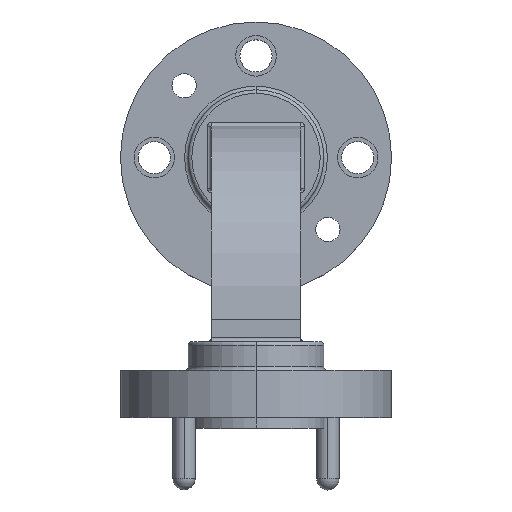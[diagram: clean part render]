
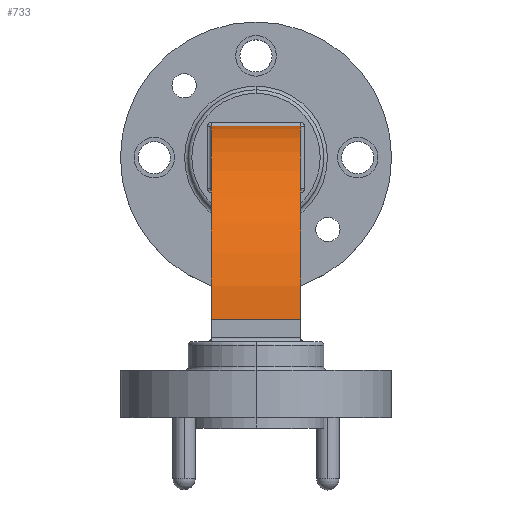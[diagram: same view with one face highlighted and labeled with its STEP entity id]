
A CAD part, top view. The second image highlights one B-rep face of the part: STEP entity #733.
In plain terms, the highlighted cylindrical face has radius 13.64 mm (diameter 27.28 mm), a partial arc.
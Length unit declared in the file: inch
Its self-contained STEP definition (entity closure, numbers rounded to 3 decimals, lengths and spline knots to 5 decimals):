
#149 = ORIENTED_EDGE ( 'NONE', *, *, #2756, .F. ) ;
#198 = DIRECTION ( 'NONE',  ( 1., 0., 0. ) ) ;
#217 = ORIENTED_EDGE ( 'NONE', *, *, #4133, .F. ) ;
#224 = CARTESIAN_POINT ( 'NONE',  ( 0., 0.27, -0.45 ) ) ;
#317 = CARTESIAN_POINT ( 'NONE',  ( -0.124, 0.27, -0.45 ) ) ;
#373 = VECTOR ( 'NONE', #4195, 39.37008 ) ;
#733 = ADVANCED_FACE ( 'NONE', ( #1972 ), #2256, .T. ) ;
#962 = AXIS2_PLACEMENT_3D ( 'NONE', #317, #2306, #1656 ) ;
#997 = EDGE_CURVE ( 'NONE', #1164, #2253, #1130, .T. ) ;
#1057 = AXIS2_PLACEMENT_3D ( 'NONE', #224, #3277, #3630 ) ;
#1130 = CIRCLE ( 'NONE', #3564, 0.537 ) ;
#1164 = VERTEX_POINT ( 'NONE', #1293 ) ;
#1181 = CIRCLE ( 'NONE', #962, 0.537 ) ;
#1293 = CARTESIAN_POINT ( 'NONE',  ( 0.124, 0.27, 0.087 ) ) ;
#1437 = VECTOR ( 'NONE', #198, 39.37008 ) ;
#1500 = DIRECTION ( 'NONE',  ( -1., 0., 0. ) ) ;
#1627 = CARTESIAN_POINT ( 'NONE',  ( -0.124, 0.807, -0.45 ) ) ;
#1656 = DIRECTION ( 'NONE',  ( 0., 0., 1. ) ) ;
#1732 = ORIENTED_EDGE ( 'NONE', *, *, #2785, .T. ) ;
#1845 = CARTESIAN_POINT ( 'NONE',  ( 0.124, 0.27, -0.45 ) ) ;
#1861 = CARTESIAN_POINT ( 'NONE',  ( -0.124, 0.807, -0.45 ) ) ;
#1918 = LINE ( 'NONE', #3188, #373 ) ;
#1972 = FACE_OUTER_BOUND ( 'NONE', #3210, .T. ) ;
#2017 = VERTEX_POINT ( 'NONE', #1627 ) ;
#2253 = VERTEX_POINT ( 'NONE', #4088 ) ;
#2256 = CYLINDRICAL_SURFACE ( 'NONE', #1057, 0.537 ) ;
#2306 = DIRECTION ( 'NONE',  ( -1., 0., 0. ) ) ;
#2415 = CARTESIAN_POINT ( 'NONE',  ( -0.124, 0.27, 0.087 ) ) ;
#2756 = EDGE_CURVE ( 'NONE', #2017, #2253, #3864, .T. ) ;
#2785 = EDGE_CURVE ( 'NONE', #4262, #1164, #1918, .T. ) ;
#3188 = CARTESIAN_POINT ( 'NONE',  ( -0.124, 0.27, 0.087 ) ) ;
#3210 = EDGE_LOOP ( 'NONE', ( #149, #217, #1732, #3589 ) ) ;
#3277 = DIRECTION ( 'NONE',  ( -1., 0., 0. ) ) ;
#3564 = AXIS2_PLACEMENT_3D ( 'NONE', #1845, #1500, #3809 ) ;
#3589 = ORIENTED_EDGE ( 'NONE', *, *, #997, .T. ) ;
#3630 = DIRECTION ( 'NONE',  ( 0., 0., 1. ) ) ;
#3809 = DIRECTION ( 'NONE',  ( 0., 0., 1. ) ) ;
#3864 = LINE ( 'NONE', #1861, #1437 ) ;
#4088 = CARTESIAN_POINT ( 'NONE',  ( 0.124, 0.807, -0.45 ) ) ;
#4133 = EDGE_CURVE ( 'NONE', #4262, #2017, #1181, .T. ) ;
#4195 = DIRECTION ( 'NONE',  ( 1., 0., 0. ) ) ;
#4262 = VERTEX_POINT ( 'NONE', #2415 ) ;
